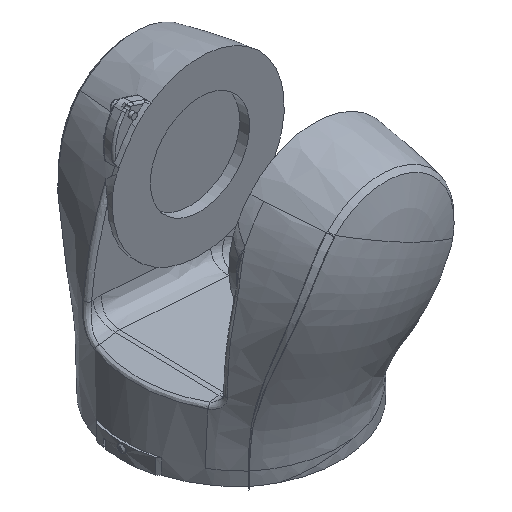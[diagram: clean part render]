
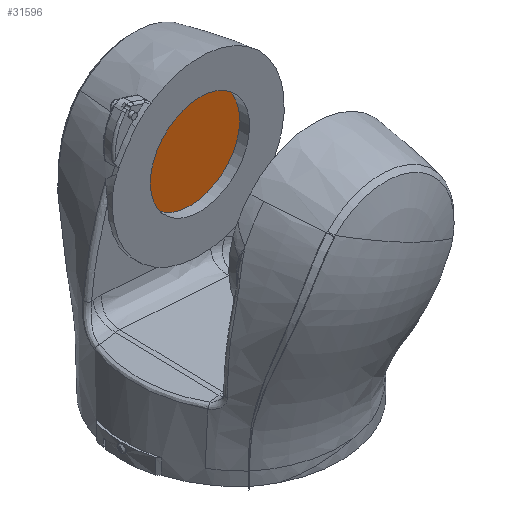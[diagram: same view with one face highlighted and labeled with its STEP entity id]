
A CAD part, isometric view. The second image highlights one B-rep face of the part: STEP entity #31596.
In plain terms, the highlighted planar face has unit normal (0, -1, 0).
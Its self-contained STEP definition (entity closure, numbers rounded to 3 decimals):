
#30350 = CYLINDRICAL_SURFACE('',#30351,50.);
#30351 = AXIS2_PLACEMENT_3D('',#30352,#30353,#30354);
#30352 = CARTESIAN_POINT('',(25.,70.,400.));
#30353 = DIRECTION('',(0.,-1.,0.));
#30354 = DIRECTION('',(1.,0.,0.));
#31478 = EDGE_CURVE('',#31479,#31481,#31483,.T.);
#31479 = VERTEX_POINT('',#31480);
#31480 = CARTESIAN_POINT('',(25.,67.5,350.));
#31481 = VERTEX_POINT('',#31482);
#31482 = CARTESIAN_POINT('',(25.,67.5,450.));
#31483 = SURFACE_CURVE('',#31484,(#31489,#31518),.PCURVE_S1.);
#31484 = CIRCLE('',#31485,50.);
#31485 = AXIS2_PLACEMENT_3D('',#31486,#31487,#31488);
#31486 = CARTESIAN_POINT('',(25.,67.5,400.));
#31487 = DIRECTION('',(0.,-1.,0.));
#31488 = DIRECTION('',(0.,0.,-1.));
#31489 = PCURVE('',#30350,#31490);
#31490 = DEFINITIONAL_REPRESENTATION('',(#31491),#31517);
#31491 = B_SPLINE_CURVE_WITH_KNOTS('',3,(#31492,#31493,#31494,#31495,
    #31496,#31497,#31498,#31499,#31500,#31501,#31502,#31503,#31504,
    #31505,#31506,#31507,#31508,#31509,#31510,#31511,#31512,#31513,
    #31514,#31515,#31516),.UNSPECIFIED.,.F.,.F.,(4,1,1,1,1,1,1,1,1,1,1,1
    ,1,1,1,1,1,1,1,1,1,1,4),(0.,0.286,0.571,
    0.857,1.142,1.428,1.714,
    1.999,2.285,2.57,2.856,
    3.142,3.427,3.713,3.998,
    4.284,4.57,4.855,5.141,
    5.426,5.712,5.998,6.283),
  .QUASI_UNIFORM_KNOTS.);
#31492 = CARTESIAN_POINT('',(4.712,2.5));
#31493 = CARTESIAN_POINT('',(4.808,2.5));
#31494 = CARTESIAN_POINT('',(4.998,2.5));
#31495 = CARTESIAN_POINT('',(5.284,2.5));
#31496 = CARTESIAN_POINT('',(5.569,2.5));
#31497 = CARTESIAN_POINT('',(5.855,2.5));
#31498 = CARTESIAN_POINT('',(6.14,2.5));
#31499 = CARTESIAN_POINT('',(6.426,2.5));
#31500 = CARTESIAN_POINT('',(6.712,2.5));
#31501 = CARTESIAN_POINT('',(6.997,2.5));
#31502 = CARTESIAN_POINT('',(7.283,2.5));
#31503 = CARTESIAN_POINT('',(7.568,2.5));
#31504 = CARTESIAN_POINT('',(7.854,2.5));
#31505 = CARTESIAN_POINT('',(8.14,2.5));
#31506 = CARTESIAN_POINT('',(8.425,2.5));
#31507 = CARTESIAN_POINT('',(8.711,2.5));
#31508 = CARTESIAN_POINT('',(8.996,2.5));
#31509 = CARTESIAN_POINT('',(9.282,2.5));
#31510 = CARTESIAN_POINT('',(9.568,2.5));
#31511 = CARTESIAN_POINT('',(9.853,2.5));
#31512 = CARTESIAN_POINT('',(10.139,2.5));
#31513 = CARTESIAN_POINT('',(10.424,2.5));
#31514 = CARTESIAN_POINT('',(10.71,2.5));
#31515 = CARTESIAN_POINT('',(10.9,2.5));
#31516 = CARTESIAN_POINT('',(10.996,2.5));
#31517 = ( GEOMETRIC_REPRESENTATION_CONTEXT(2) 
PARAMETRIC_REPRESENTATION_CONTEXT() REPRESENTATION_CONTEXT('2D SPACE',''
  ) );
#31518 = PCURVE('',#31519,#31524);
#31519 = PLANE('',#31520);
#31520 = AXIS2_PLACEMENT_3D('',#31521,#31522,#31523);
#31521 = CARTESIAN_POINT('',(25.,67.5,400.));
#31522 = DIRECTION('',(0.,-1.,0.));
#31523 = DIRECTION('',(0.,0.,-1.));
#31524 = DEFINITIONAL_REPRESENTATION('',(#31525),#31529);
#31525 = CIRCLE('',#31526,50.);
#31526 = AXIS2_PLACEMENT_2D('',#31527,#31528);
#31527 = CARTESIAN_POINT('',(0.,0.));
#31528 = DIRECTION('',(1.,0.));
#31529 = ( GEOMETRIC_REPRESENTATION_CONTEXT(2) 
PARAMETRIC_REPRESENTATION_CONTEXT() REPRESENTATION_CONTEXT('2D SPACE',''
  ) );
#31553 = EDGE_CURVE('',#31481,#31479,#31554,.T.);
#31554 = SURFACE_CURVE('',#31555,(#31560,#31589),.PCURVE_S1.);
#31555 = CIRCLE('',#31556,50.);
#31556 = AXIS2_PLACEMENT_3D('',#31557,#31558,#31559);
#31557 = CARTESIAN_POINT('',(25.,67.5,400.));
#31558 = DIRECTION('',(0.,-1.,0.));
#31559 = DIRECTION('',(0.,0.,-1.));
#31560 = PCURVE('',#30350,#31561);
#31561 = DEFINITIONAL_REPRESENTATION('',(#31562),#31588);
#31562 = B_SPLINE_CURVE_WITH_KNOTS('',3,(#31563,#31564,#31565,#31566,
    #31567,#31568,#31569,#31570,#31571,#31572,#31573,#31574,#31575,
    #31576,#31577,#31578,#31579,#31580,#31581,#31582,#31583,#31584,
    #31585,#31586,#31587),.UNSPECIFIED.,.F.,.F.,(4,1,1,1,1,1,1,1,1,1,1,1
    ,1,1,1,1,1,1,1,1,1,1,4),(0.,0.286,0.571,
    0.857,1.142,1.428,1.714,
    1.999,2.285,2.57,2.856,
    3.142,3.427,3.713,3.998,
    4.284,4.57,4.855,5.141,
    5.426,5.712,5.998,6.283),
  .QUASI_UNIFORM_KNOTS.);
#31563 = CARTESIAN_POINT('',(-1.571,2.5));
#31564 = CARTESIAN_POINT('',(-1.476,2.5));
#31565 = CARTESIAN_POINT('',(-1.285,2.5));
#31566 = CARTESIAN_POINT('',(-1.,2.5));
#31567 = CARTESIAN_POINT('',(-0.714,2.5));
#31568 = CARTESIAN_POINT('',(-0.428,2.5));
#31569 = CARTESIAN_POINT('',(-0.143,2.5));
#31570 = CARTESIAN_POINT('',(0.143,2.5));
#31571 = CARTESIAN_POINT('',(0.428,2.5));
#31572 = CARTESIAN_POINT('',(0.714,2.5));
#31573 = CARTESIAN_POINT('',(1.,2.5));
#31574 = CARTESIAN_POINT('',(1.285,2.5));
#31575 = CARTESIAN_POINT('',(1.571,2.5));
#31576 = CARTESIAN_POINT('',(1.856,2.5));
#31577 = CARTESIAN_POINT('',(2.142,2.5));
#31578 = CARTESIAN_POINT('',(2.428,2.5));
#31579 = CARTESIAN_POINT('',(2.713,2.5));
#31580 = CARTESIAN_POINT('',(2.999,2.5));
#31581 = CARTESIAN_POINT('',(3.284,2.5));
#31582 = CARTESIAN_POINT('',(3.57,2.5));
#31583 = CARTESIAN_POINT('',(3.856,2.5));
#31584 = CARTESIAN_POINT('',(4.141,2.5));
#31585 = CARTESIAN_POINT('',(4.427,2.5));
#31586 = CARTESIAN_POINT('',(4.617,2.5));
#31587 = CARTESIAN_POINT('',(4.712,2.5));
#31588 = ( GEOMETRIC_REPRESENTATION_CONTEXT(2) 
PARAMETRIC_REPRESENTATION_CONTEXT() REPRESENTATION_CONTEXT('2D SPACE',''
  ) );
#31589 = PCURVE('',#31519,#31590);
#31590 = DEFINITIONAL_REPRESENTATION('',(#31591),#31595);
#31591 = CIRCLE('',#31592,50.);
#31592 = AXIS2_PLACEMENT_2D('',#31593,#31594);
#31593 = CARTESIAN_POINT('',(0.,0.));
#31594 = DIRECTION('',(1.,0.));
#31595 = ( GEOMETRIC_REPRESENTATION_CONTEXT(2) 
PARAMETRIC_REPRESENTATION_CONTEXT() REPRESENTATION_CONTEXT('2D SPACE',''
  ) );
#31596 = ADVANCED_FACE('',(#31597),#31519,.T.);
#31597 = FACE_BOUND('',#31598,.T.);
#31598 = EDGE_LOOP('',(#31599,#31600));
#31599 = ORIENTED_EDGE('',*,*,#31478,.T.);
#31600 = ORIENTED_EDGE('',*,*,#31553,.T.);
